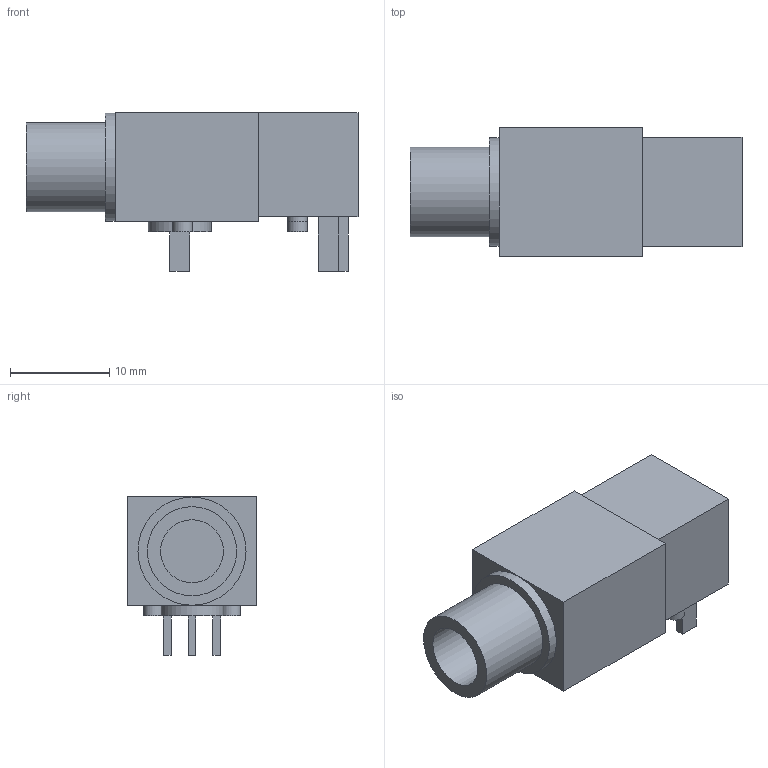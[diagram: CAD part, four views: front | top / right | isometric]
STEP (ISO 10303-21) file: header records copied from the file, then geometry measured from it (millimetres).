
FILE_DESCRIPTION(('FreeCAD Model'),'2;1');
FILE_NAME('Open CASCADE Shape Model','2025-09-21T11:07:37',(''),(''), 'Open CASCADE STEP processor 7.8','FreeCAD','Unknown');
FILE_SCHEMA(('AUTOMOTIVE_DESIGN { 1 0 10303 214 1 1 1 1 }'));
Length unit declared in the file: millimetre
Products named in the file (18): Unnamed; cube; cylinder001; cylinder002; difference; cube001; Group; cylinder; Matrix_Union; cylinder004; cylinder003; cube003; cube004; Group002; cylinder005; cylinder006; Group001; cube002
Assembly tree (17 placements, depth 2):
  Unnamed
    cube
    cylinder001
    cylinder002
    difference
    cube001
    Group
    cylinder
    Matrix_Union
    cylinder004
    cylinder003
    cube003
    cube004
    Group002
    cylinder005
    cylinder006
    Group001
    cube002
Bounding box: 33.5 x 13 x 16 mm (x, y, z)
Surface area: 5416.5 mm2
Topology: 22 solids, 22 shells, 102 faces, 168 edges, 112 vertices
Faces by surface type: plane 86, cylinder 16
Full cylindrical faces by diameter (mm): 2 x8, 6.35 x3, 9 x3, 10.9 x2
Entity records: 2840 total; most frequent: DIRECTION 440, CARTESIAN_POINT 400, ORIENTED_EDGE 336, EDGE_CURVE 168, AXIS2_PLACEMENT_3D 152, LINE 136, VECTOR 136, VERTEX_POINT 112
